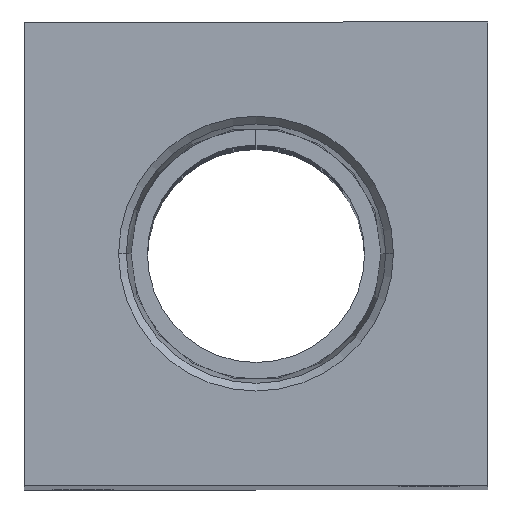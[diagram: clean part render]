
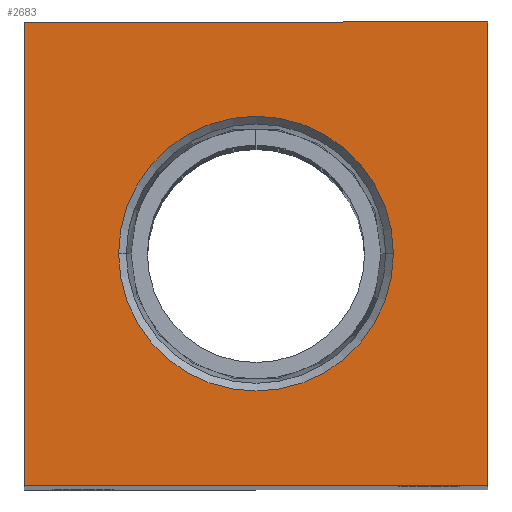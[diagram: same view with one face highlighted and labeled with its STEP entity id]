
A CAD part, top view. The second image highlights one B-rep face of the part: STEP entity #2683.
In plain terms, the highlighted planar face has unit normal (0, 0, 1).
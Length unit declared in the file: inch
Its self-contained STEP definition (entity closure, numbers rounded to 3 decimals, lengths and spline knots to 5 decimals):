
#9 = VERTEX_POINT ( 'NONE', #2332 ) ;
#44 = DIRECTION ( 'NONE',  ( 1., 0., 0. ) ) ;
#65 = DIRECTION ( 'NONE',  ( 0., 0., 1. ) ) ;
#185 = DIRECTION ( 'NONE',  ( 0., 0., 1. ) ) ;
#390 = PLANE ( 'NONE',  #1747 ) ;
#422 = LINE ( 'NONE', #3822, #2740 ) ;
#510 = EDGE_LOOP ( 'NONE', ( #2863, #3115 ) ) ;
#570 = LINE ( 'NONE', #1663, #1414 ) ;
#588 = DIRECTION ( 'NONE',  ( 0., 1., 0. ) ) ;
#628 = CARTESIAN_POINT ( 'NONE',  ( 0.75, 0.75, 4.375 ) ) ;
#661 = CARTESIAN_POINT ( 'NONE',  ( -0.75, -0.75, 4.375 ) ) ;
#698 = CARTESIAN_POINT ( 'NONE',  ( 0., 0., 4.375 ) ) ;
#751 = VERTEX_POINT ( 'NONE', #3823 ) ;
#757 = CARTESIAN_POINT ( 'NONE',  ( 0., 0., 4.375 ) ) ;
#866 = ORIENTED_EDGE ( 'NONE', *, *, #3767, .T. ) ;
#958 = CARTESIAN_POINT ( 'NONE',  ( -0.44487, 0., 4.375 ) ) ;
#1073 = DIRECTION ( 'NONE',  ( 1., 0., 0. ) ) ;
#1087 = CARTESIAN_POINT ( 'NONE',  ( -0.75, 0.75, 4.375 ) ) ;
#1253 = LINE ( 'NONE', #1783, #2834 ) ;
#1266 = DIRECTION ( 'NONE',  ( -1., 0., 0. ) ) ;
#1296 = CIRCLE ( 'NONE', #3124, 0.44487 ) ;
#1414 = VECTOR ( 'NONE', #44, 39.37008 ) ;
#1570 = AXIS2_PLACEMENT_3D ( 'NONE', #757, #2858, #1073 ) ;
#1623 = ORIENTED_EDGE ( 'NONE', *, *, #3335, .T. ) ;
#1658 = VECTOR ( 'NONE', #1266, 39.37008 ) ;
#1663 = CARTESIAN_POINT ( 'NONE',  ( 0.75, -0.75, 4.375 ) ) ;
#1672 = VERTEX_POINT ( 'NONE', #661 ) ;
#1747 = AXIS2_PLACEMENT_3D ( 'NONE', #698, #65, #3719 ) ;
#1783 = CARTESIAN_POINT ( 'NONE',  ( -0.75, -0.75, 4.375 ) ) ;
#1826 = DIRECTION ( 'NONE',  ( 0., -1., 0. ) ) ;
#2064 = CARTESIAN_POINT ( 'NONE',  ( 0., 0., 4.375 ) ) ;
#2307 = ORIENTED_EDGE ( 'NONE', *, *, #3062, .T. ) ;
#2312 = CIRCLE ( 'NONE', #1570, 0.44487 ) ;
#2332 = CARTESIAN_POINT ( 'NONE',  ( 0.75, 0.75, 4.375 ) ) ;
#2351 = VERTEX_POINT ( 'NONE', #958 ) ;
#2352 = VERTEX_POINT ( 'NONE', #1087 ) ;
#2358 = DIRECTION ( 'NONE',  ( 1., 0., 0. ) ) ;
#2454 = VERTEX_POINT ( 'NONE', #3225 ) ;
#2683 = ADVANCED_FACE ( 'NONE', ( #3146, #3242 ), #390, .T. ) ;
#2740 = VECTOR ( 'NONE', #588, 39.37008 ) ;
#2819 = EDGE_CURVE ( 'NONE', #2352, #1672, #1253, .T. ) ;
#2834 = VECTOR ( 'NONE', #1826, 39.37008 ) ;
#2858 = DIRECTION ( 'NONE',  ( 0., 0., 1. ) ) ;
#2863 = ORIENTED_EDGE ( 'NONE', *, *, #3482, .F. ) ;
#2926 = ORIENTED_EDGE ( 'NONE', *, *, #2819, .T. ) ;
#3062 = EDGE_CURVE ( 'NONE', #1672, #2454, #570, .T. ) ;
#3100 = EDGE_LOOP ( 'NONE', ( #2926, #2307, #1623, #866 ) ) ;
#3115 = ORIENTED_EDGE ( 'NONE', *, *, #3565, .F. ) ;
#3124 = AXIS2_PLACEMENT_3D ( 'NONE', #2064, #185, #2358 ) ;
#3146 = FACE_BOUND ( 'NONE', #510, .T. ) ;
#3191 = LINE ( 'NONE', #628, #1658 ) ;
#3225 = CARTESIAN_POINT ( 'NONE',  ( 0.75, -0.75, 4.375 ) ) ;
#3242 = FACE_OUTER_BOUND ( 'NONE', #3100, .T. ) ;
#3335 = EDGE_CURVE ( 'NONE', #2454, #9, #422, .T. ) ;
#3482 = EDGE_CURVE ( 'NONE', #751, #2351, #2312, .T. ) ;
#3565 = EDGE_CURVE ( 'NONE', #2351, #751, #1296, .T. ) ;
#3719 = DIRECTION ( 'NONE',  ( 1., 0., 0. ) ) ;
#3767 = EDGE_CURVE ( 'NONE', #9, #2352, #3191, .T. ) ;
#3822 = CARTESIAN_POINT ( 'NONE',  ( 0.75, -0.75, 4.375 ) ) ;
#3823 = CARTESIAN_POINT ( 'NONE',  ( 0.44487, 0., 4.375 ) ) ;
